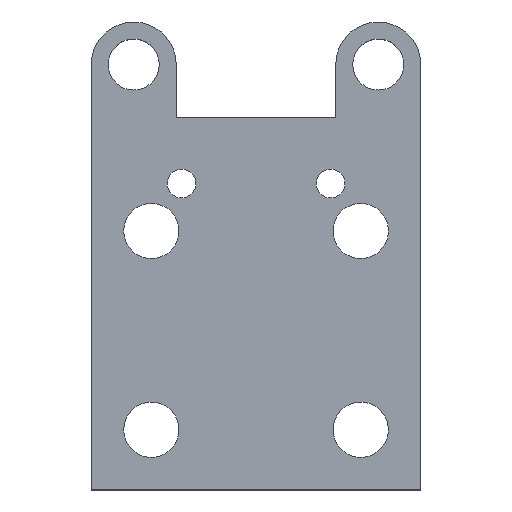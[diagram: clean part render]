
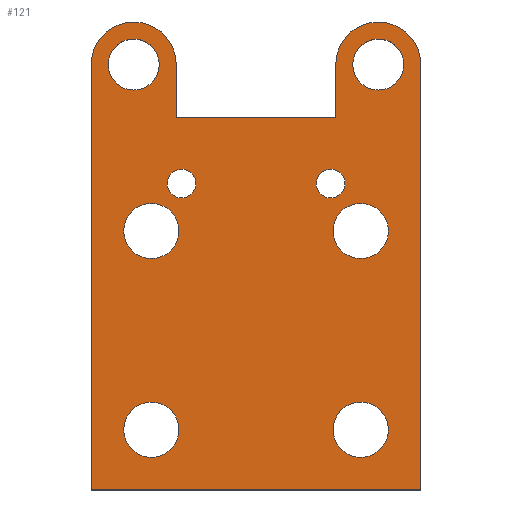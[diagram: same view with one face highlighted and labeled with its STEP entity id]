
A CAD part, top view. The second image highlights one B-rep face of the part: STEP entity #121.
In plain terms, the highlighted planar face has unit normal (0, 0, 1).
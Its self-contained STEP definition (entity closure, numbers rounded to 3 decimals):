
#22 = VERTEX_POINT('',#23);
#23 = CARTESIAN_POINT('',(-63.365,182.391,-147.749));
#41 = VERTEX_POINT('',#42);
#42 = CARTESIAN_POINT('',(-55.365,182.391,-147.749));
#48 = EDGE_CURVE('',#22,#41,#49,.T.);
#49 = CIRCLE('',#50,4.);
#50 = AXIS2_PLACEMENT_3D('',#51,#52,#53);
#51 = CARTESIAN_POINT('',(-59.365,182.391,-147.749));
#52 = DIRECTION('',(0.,0.,-1.));
#53 = DIRECTION('',(1.,0.,0.));
#73 = VERTEX_POINT('',#74);
#74 = CARTESIAN_POINT('',(-63.365,177.391,-147.749));
#80 = EDGE_CURVE('',#22,#73,#81,.T.);
#81 = LINE('',#82,#83);
#82 = CARTESIAN_POINT('',(-63.365,182.391,-147.749));
#83 = VECTOR('',#84,1.);
#84 = DIRECTION('',(0.,-1.,0.));
#95 = EDGE_CURVE('',#96,#41,#98,.T.);
#96 = VERTEX_POINT('',#97);
#97 = CARTESIAN_POINT('',(-55.365,142.391,-147.749));
#98 = LINE('',#99,#100);
#99 = CARTESIAN_POINT('',(-55.365,142.391,-147.749));
#100 = VECTOR('',#101,1.);
#101 = DIRECTION('',(0.,1.,0.));
#121 = ADVANCED_FACE('',(#122,#166,#177,#188,#199,#210,#221,#232,#243),
  #254,.T.);
#122 = FACE_BOUND('',#123,.F.);
#123 = EDGE_LOOP('',(#124,#125,#126,#134,#142,#151,#159,#165));
#124 = ORIENTED_EDGE('',*,*,#48,.T.);
#125 = ORIENTED_EDGE('',*,*,#95,.F.);
#126 = ORIENTED_EDGE('',*,*,#127,.T.);
#127 = EDGE_CURVE('',#96,#128,#130,.T.);
#128 = VERTEX_POINT('',#129);
#129 = CARTESIAN_POINT('',(-86.365,142.391,-147.749));
#130 = LINE('',#131,#132);
#131 = CARTESIAN_POINT('',(-55.365,142.391,-147.749));
#132 = VECTOR('',#133,1.);
#133 = DIRECTION('',(-1.,-0.,0.));
#134 = ORIENTED_EDGE('',*,*,#135,.T.);
#135 = EDGE_CURVE('',#128,#136,#138,.T.);
#136 = VERTEX_POINT('',#137);
#137 = CARTESIAN_POINT('',(-86.365,182.391,-147.749));
#138 = LINE('',#139,#140);
#139 = CARTESIAN_POINT('',(-86.365,177.391,-147.749));
#140 = VECTOR('',#141,1.);
#141 = DIRECTION('',(0.,1.,0.));
#142 = ORIENTED_EDGE('',*,*,#143,.T.);
#143 = EDGE_CURVE('',#136,#144,#146,.T.);
#144 = VERTEX_POINT('',#145);
#145 = CARTESIAN_POINT('',(-78.365,182.391,-147.749));
#146 = CIRCLE('',#147,4.);
#147 = AXIS2_PLACEMENT_3D('',#148,#149,#150);
#148 = CARTESIAN_POINT('',(-82.365,182.391,-147.749));
#149 = DIRECTION('',(0.,0.,-1.));
#150 = DIRECTION('',(1.,0.,0.));
#151 = ORIENTED_EDGE('',*,*,#152,.T.);
#152 = EDGE_CURVE('',#144,#153,#155,.T.);
#153 = VERTEX_POINT('',#154);
#154 = CARTESIAN_POINT('',(-78.365,177.391,-147.749));
#155 = LINE('',#156,#157);
#156 = CARTESIAN_POINT('',(-78.365,182.391,-147.749));
#157 = VECTOR('',#158,1.);
#158 = DIRECTION('',(0.,-1.,0.));
#159 = ORIENTED_EDGE('',*,*,#160,.T.);
#160 = EDGE_CURVE('',#153,#73,#161,.T.);
#161 = LINE('',#162,#163);
#162 = CARTESIAN_POINT('',(-78.365,177.391,-147.749));
#163 = VECTOR('',#164,1.);
#164 = DIRECTION('',(1.,0.,0.));
#165 = ORIENTED_EDGE('',*,*,#80,.F.);
#166 = FACE_BOUND('',#167,.T.);
#167 = EDGE_LOOP('',(#168));
#168 = ORIENTED_EDGE('',*,*,#169,.T.);
#169 = EDGE_CURVE('',#170,#170,#172,.T.);
#170 = VERTEX_POINT('',#171);
#171 = CARTESIAN_POINT('',(-58.415,148.051,-147.749));
#172 = CIRCLE('',#173,2.6);
#173 = AXIS2_PLACEMENT_3D('',#174,#175,#176);
#174 = CARTESIAN_POINT('',(-61.015,148.051,-147.749));
#175 = DIRECTION('',(0.,0.,-1.));
#176 = DIRECTION('',(1.,0.,0.));
#177 = FACE_BOUND('',#178,.T.);
#178 = EDGE_LOOP('',(#179));
#179 = ORIENTED_EDGE('',*,*,#180,.T.);
#180 = EDGE_CURVE('',#181,#181,#183,.T.);
#181 = VERTEX_POINT('',#182);
#182 = CARTESIAN_POINT('',(-58.415,166.741,-147.749));
#183 = CIRCLE('',#184,2.6);
#184 = AXIS2_PLACEMENT_3D('',#185,#186,#187);
#185 = CARTESIAN_POINT('',(-61.015,166.741,-147.749));
#186 = DIRECTION('',(0.,0.,-1.));
#187 = DIRECTION('',(1.,0.,0.));
#188 = FACE_BOUND('',#189,.T.);
#189 = EDGE_LOOP('',(#190));
#190 = ORIENTED_EDGE('',*,*,#191,.T.);
#191 = EDGE_CURVE('',#192,#192,#194,.T.);
#192 = VERTEX_POINT('',#193);
#193 = CARTESIAN_POINT('',(-78.105,148.051,-147.749));
#194 = CIRCLE('',#195,2.6);
#195 = AXIS2_PLACEMENT_3D('',#196,#197,#198);
#196 = CARTESIAN_POINT('',(-80.705,148.051,-147.749));
#197 = DIRECTION('',(0.,0.,-1.));
#198 = DIRECTION('',(1.,0.,0.));
#199 = FACE_BOUND('',#200,.T.);
#200 = EDGE_LOOP('',(#201));
#201 = ORIENTED_EDGE('',*,*,#202,.T.);
#202 = EDGE_CURVE('',#203,#203,#205,.T.);
#203 = VERTEX_POINT('',#204);
#204 = CARTESIAN_POINT('',(-78.105,166.741,-147.749));
#205 = CIRCLE('',#206,2.6);
#206 = AXIS2_PLACEMENT_3D('',#207,#208,#209);
#207 = CARTESIAN_POINT('',(-80.705,166.741,-147.749));
#208 = DIRECTION('',(0.,0.,-1.));
#209 = DIRECTION('',(1.,0.,0.));
#210 = FACE_BOUND('',#211,.T.);
#211 = EDGE_LOOP('',(#212));
#212 = ORIENTED_EDGE('',*,*,#213,.T.);
#213 = EDGE_CURVE('',#214,#214,#216,.T.);
#214 = VERTEX_POINT('',#215);
#215 = CARTESIAN_POINT('',(-79.965,182.391,-147.749));
#216 = CIRCLE('',#217,2.4);
#217 = AXIS2_PLACEMENT_3D('',#218,#219,#220);
#218 = CARTESIAN_POINT('',(-82.365,182.391,-147.749));
#219 = DIRECTION('',(0.,0.,-1.));
#220 = DIRECTION('',(1.,0.,0.));
#221 = FACE_BOUND('',#222,.T.);
#222 = EDGE_LOOP('',(#223));
#223 = ORIENTED_EDGE('',*,*,#224,.T.);
#224 = EDGE_CURVE('',#225,#225,#227,.T.);
#225 = VERTEX_POINT('',#226);
#226 = CARTESIAN_POINT('',(-56.965,182.391,-147.749));
#227 = CIRCLE('',#228,2.4);
#228 = AXIS2_PLACEMENT_3D('',#229,#230,#231);
#229 = CARTESIAN_POINT('',(-59.365,182.391,-147.749));
#230 = DIRECTION('',(0.,0.,-1.));
#231 = DIRECTION('',(1.,0.,0.));
#232 = FACE_BOUND('',#233,.T.);
#233 = EDGE_LOOP('',(#234));
#234 = ORIENTED_EDGE('',*,*,#235,.T.);
#235 = EDGE_CURVE('',#236,#236,#238,.T.);
#236 = VERTEX_POINT('',#237);
#237 = CARTESIAN_POINT('',(-76.517,171.201,-147.749));
#238 = CIRCLE('',#239,1.35);
#239 = AXIS2_PLACEMENT_3D('',#240,#241,#242);
#240 = CARTESIAN_POINT('',(-77.867,171.201,-147.749));
#241 = DIRECTION('',(0.,0.,-1.));
#242 = DIRECTION('',(1.,0.,0.));
#243 = FACE_BOUND('',#244,.T.);
#244 = EDGE_LOOP('',(#245));
#245 = ORIENTED_EDGE('',*,*,#246,.T.);
#246 = EDGE_CURVE('',#247,#247,#249,.T.);
#247 = VERTEX_POINT('',#248);
#248 = CARTESIAN_POINT('',(-62.499,171.201,-147.749));
#249 = CIRCLE('',#250,1.35);
#250 = AXIS2_PLACEMENT_3D('',#251,#252,#253);
#251 = CARTESIAN_POINT('',(-63.849,171.201,-147.749));
#252 = DIRECTION('',(0.,0.,-1.));
#253 = DIRECTION('',(1.,0.,0.));
#254 = PLANE('',#255);
#255 = AXIS2_PLACEMENT_3D('',#256,#257,#258);
#256 = CARTESIAN_POINT('',(-70.864,165.031,
    -147.749));
#257 = DIRECTION('',(0.,0.,1.));
#258 = DIRECTION('',(0.,1.,0.));
